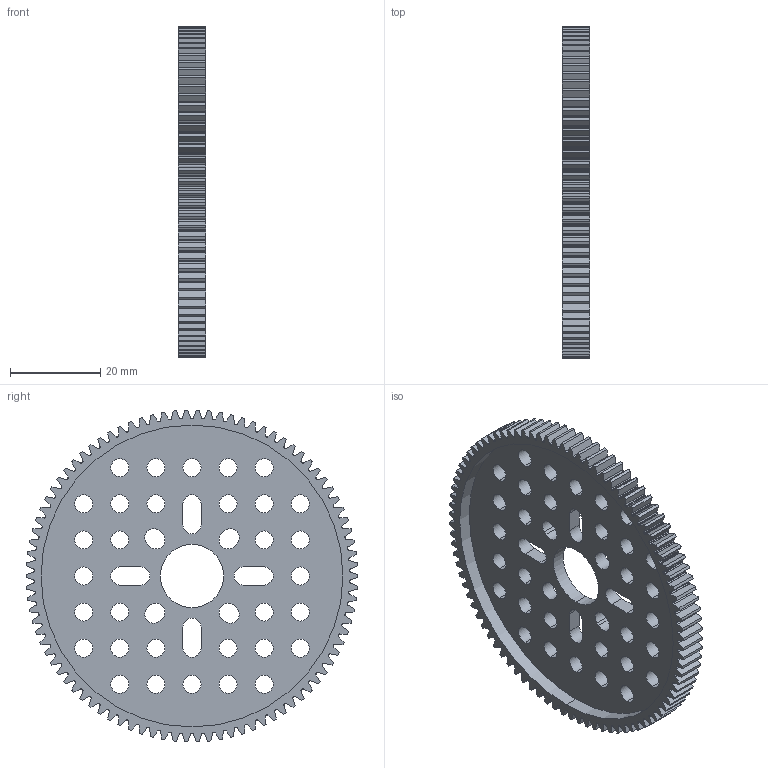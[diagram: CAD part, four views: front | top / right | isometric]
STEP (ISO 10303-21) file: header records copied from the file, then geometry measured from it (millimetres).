
FILE_DESCRIPTION (( 'STEP AP203' ), '1' );
FILE_NAME ('2302-0014-0090 rev1.STEP', '2017-05-22T15:48:11', ( '' ), ( '' ), 'SwSTEP 2.0', 'SolidWorks 2016', '' );
FILE_SCHEMA (( 'CONFIG_CONTROL_DESIGN' ));
Length unit declared in the file: millimetre
Products named in the file (1): 2302-0014-0090 rev1
Bounding box: 6 x 73.6 x 73.57 mm (x, y, z)
Volume: 11567.7 mm3; surface area: 11718.6 mm2
Topology: 1 solids, 1 shells, 688 faces, 2055 edges, 1370 vertices
Faces by surface type: cylinder 489, bspline 180, plane 19
Entity records: 29258 total; most frequent: CARTESIAN_POINT 10774, ORIENTED_EDGE 4110, DIRECTION 3691, EDGE_CURVE 2055, AXIS2_PLACEMENT_3D 1487, VERTEX_POINT 1370, CIRCLE 978, EDGE_LOOP 771
